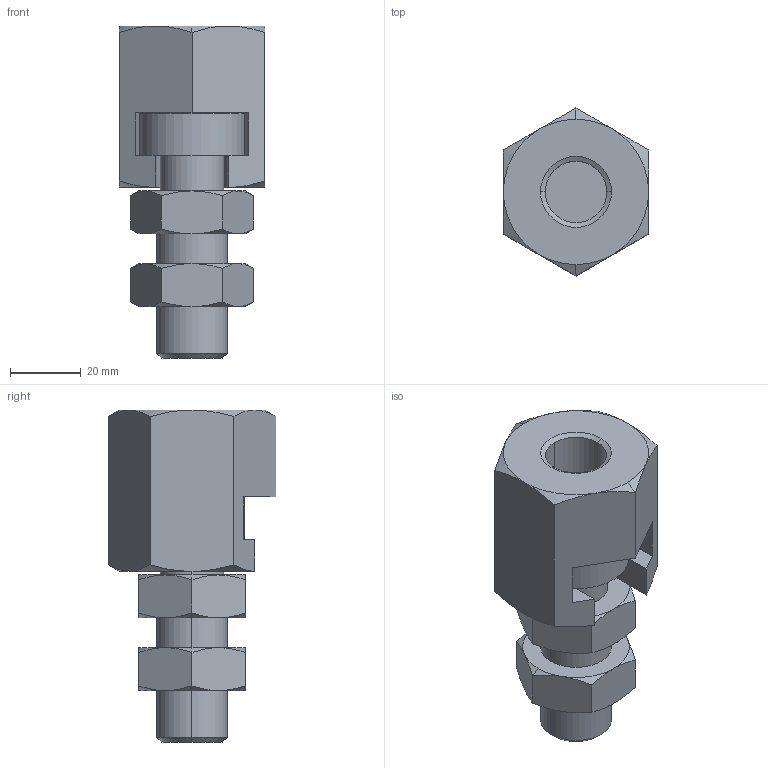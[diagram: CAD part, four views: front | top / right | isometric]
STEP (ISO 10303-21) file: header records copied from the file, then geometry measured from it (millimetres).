
FILE_DESCRIPTION(('STEP AP214'),'1');
FILE_NAME(' ',' ',('TraceParts'),('TraceParts S.A.'),'XStep 1.0',' ',' ');
FILE_SCHEMA(('automotive_design'));
Length unit declared in the file: millimetre
Products named in the file (3): 1; 2; 3
Bounding box: 41 x 47.34 x 93.6 mm (x, y, z)
Volume: 79278.1 mm3; surface area: 22102.8 mm2
Topology: 3 solids, 3 shells, 97 faces, 217 edges, 129 vertices
Faces by surface type: cone 50, plane 33, cylinder 14
Entity records: 5167 total; most frequent: CARTESIAN_POINT 590, STYLED_ITEM 446, PRESENTATION_STYLE_ASSIGNMENT 446, COLOUR_RGB 446, ORIENTED_EDGE 434, DIRECTION 425, EDGE_CURVE 217, CURVE_STYLE 217
